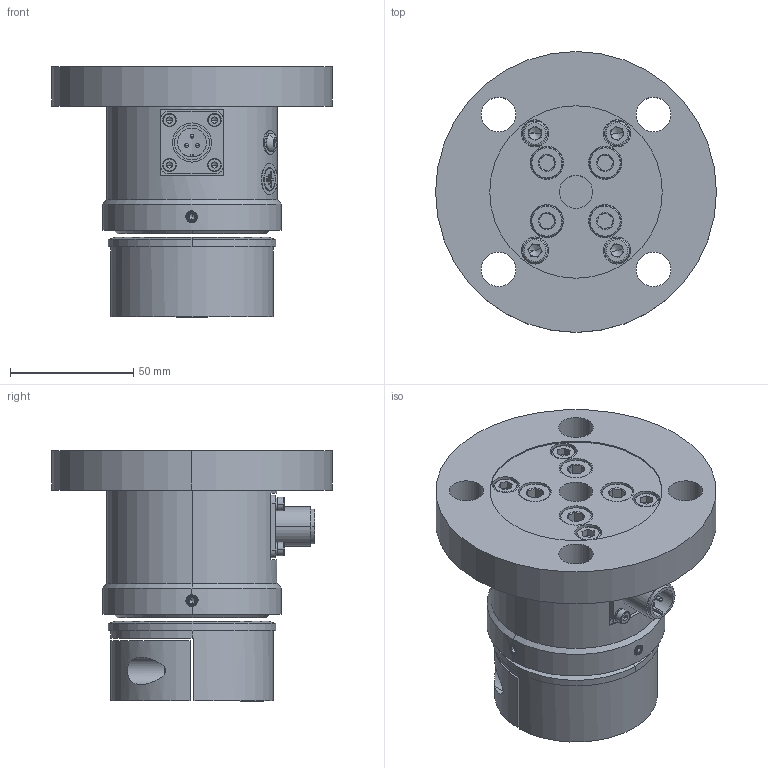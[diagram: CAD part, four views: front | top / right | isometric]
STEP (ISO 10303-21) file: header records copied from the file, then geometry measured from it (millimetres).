
FILE_DESCRIPTION (( 'STEP AP214' ), '1' );
FILE_NAME ('12200004.STEP', '2020-06-26T16:47:41', ( 'Jordon.cyr' ), ( 'Microsoft' ), 'SwSTEP 2.0', 'SolidWorks 2018', '' );
FILE_SCHEMA (( 'AUTOMOTIVE_DESIGN' ));
Length unit declared in the file: inch
Products named in the file (1): 12200004
Bounding box: 114 x 114 x 101.75 mm (x, y, z)
Surface area: 65338.9 mm2 (no closed solid volume)
Topology: 0 solids, 48 shells, 501 faces, 1641 edges, 1128 vertices
Faces by surface type: plane 235, cylinder 112, cone 96, torus 28, bspline 22, sphere 8
Entity records: 29905 total; most frequent: CARTESIAN_POINT 9722, DIRECTION 2793, ORIENTED_EDGE 2526, EDGE_CURVE 1599, VERTEX_POINT 1122, AXIS2_PLACEMENT_3D 996, VECTOR 801, LINE 801
